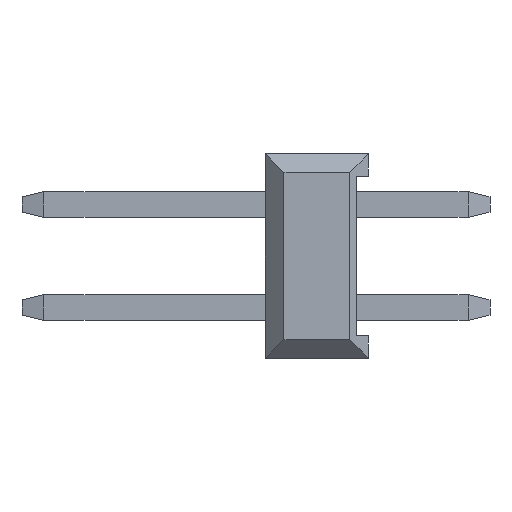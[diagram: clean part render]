
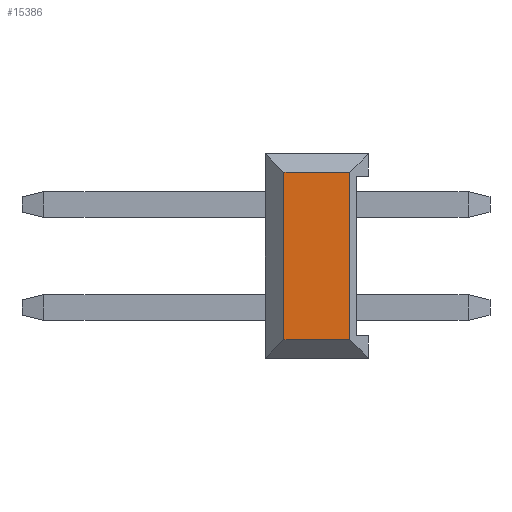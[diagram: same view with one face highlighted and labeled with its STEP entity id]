
A CAD part, left-side view. The second image highlights one B-rep face of the part: STEP entity #15386.
In plain terms, the highlighted planar face has unit normal (-1, 0, 0).
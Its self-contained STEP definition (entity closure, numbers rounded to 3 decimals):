
#730 = CARTESIAN_POINT ( 'NONE',  ( -1.27, 2.08, -3.33 ) ) ;
#870 = CARTESIAN_POINT ( 'NONE',  ( -1.27, 2.08, 0.79 ) ) ;
#1734 = LINE ( 'NONE', #1735, #5746 ) ;
#1735 = CARTESIAN_POINT ( 'NONE',  ( -1.27, 2.54, -3.33 ) ) ;
#1736 = DIRECTION ( 'NONE',  ( 0., -1., 0. ) ) ;
#3128 = CARTESIAN_POINT ( 'NONE',  ( -1.27, 0.46, -3.33 ) ) ;
#3157 = CARTESIAN_POINT ( 'NONE',  ( -1.27, 0.46, 0.79 ) ) ;
#3375 = LINE ( 'NONE', #3376, #9831 ) ;
#3376 = CARTESIAN_POINT ( 'NONE',  ( -1.27, 2.08, -3.81 ) ) ;
#3377 = DIRECTION ( 'NONE',  ( 0., 0., 1. ) ) ;
#3378 = LINE ( 'NONE', #3379, #9842 ) ;
#3379 = CARTESIAN_POINT ( 'NONE',  ( -1.27, 2.54, 0.79 ) ) ;
#3380 = DIRECTION ( 'NONE',  ( 0., -1., 0. ) ) ;
#4165 = LINE ( 'NONE', #4166, #5035 ) ;
#4166 = CARTESIAN_POINT ( 'NONE',  ( -1.27, 0.46, -3.81 ) ) ;
#4167 = DIRECTION ( 'NONE',  ( 0., 0., 1. ) ) ;
#5035 = VECTOR ( 'NONE', #4167, 1000. ) ;
#5746 = VECTOR ( 'NONE', #1736, 1000. ) ;
#6698 = VERTEX_POINT ( 'NONE', #3128 ) ;
#6780 = VERTEX_POINT ( 'NONE', #3157 ) ;
#7151 = ORIENTED_EDGE ( 'NONE', *, *, #14747, .T. ) ;
#7257 = ORIENTED_EDGE ( 'NONE', *, *, #9417, .F. ) ;
#7258 = ORIENTED_EDGE ( 'NONE', *, *, #12338, .T. ) ;
#7259 = ORIENTED_EDGE ( 'NONE', *, *, #9416, .F. ) ;
#7275 = EDGE_LOOP ( 'NONE', ( #7257, #7259, #7258, #7151 ) ) ;
#9416 = EDGE_CURVE ( 'NONE', #10772, #10915, #3375, .T. ) ;
#9417 = EDGE_CURVE ( 'NONE', #10915, #6780, #3378, .T. ) ;
#9831 = VECTOR ( 'NONE', #3377, 1000. ) ;
#9842 = VECTOR ( 'NONE', #3380, 1000. ) ;
#10682 = FACE_OUTER_BOUND ( 'NONE', #7275, .T. ) ;
#10688 = AXIS2_PLACEMENT_3D ( 'NONE', #14276, #14277, #14278 ) ;
#10772 = VERTEX_POINT ( 'NONE', #730 ) ;
#10915 = VERTEX_POINT ( 'NONE', #870 ) ;
#12338 = EDGE_CURVE ( 'NONE', #10772, #6698, #1734, .T. ) ;
#14275 = PLANE ( 'NONE',  #10688 ) ;
#14276 = CARTESIAN_POINT ( 'NONE',  ( -1.27, 2.54, 0.79 ) ) ;
#14277 = DIRECTION ( 'NONE',  ( 1., 0., 0. ) ) ;
#14278 = DIRECTION ( 'NONE',  ( 0., 0., -1. ) ) ;
#14747 = EDGE_CURVE ( 'NONE', #6698, #6780, #4165, .T. ) ;
#15386 = ADVANCED_FACE ( 'NONE', ( #10682 ), #14275, .F. ) ;
